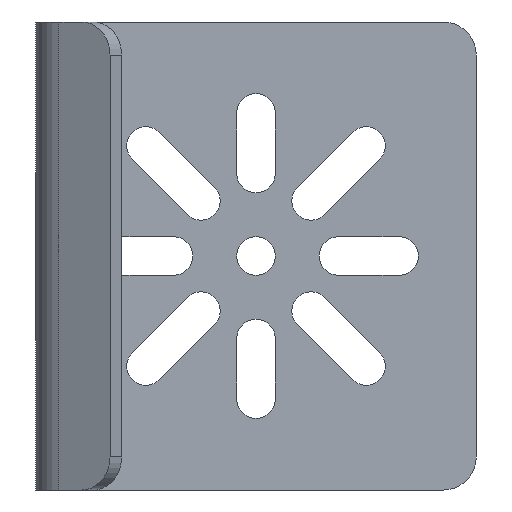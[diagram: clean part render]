
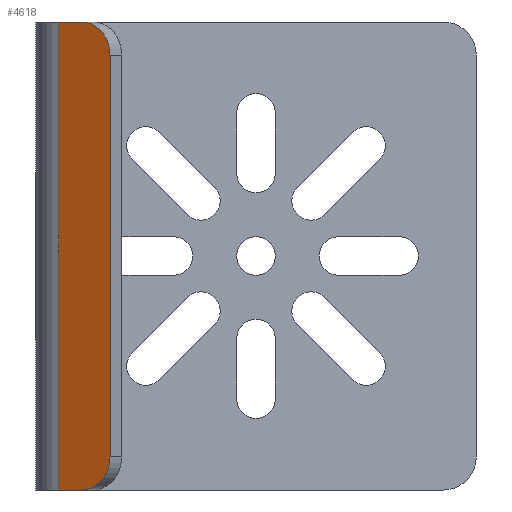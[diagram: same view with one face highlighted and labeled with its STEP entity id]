
A CAD part, left-side view. The second image highlights one B-rep face of the part: STEP entity #4618.
In plain terms, the highlighted planar face has unit normal (-0.866, 0.5, 0).
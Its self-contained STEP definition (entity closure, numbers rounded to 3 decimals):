
#1257=CARTESIAN_POINT('',(-115.637,31.708,36.5));
#1258=DIRECTION('',(-0.866,0.5,0.));
#1259=DIRECTION('',(-0.5,-0.866,0.));
#1260=AXIS2_PLACEMENT_3D('',#1257,#1258,#1259);
#1262=CARTESIAN_POINT('',(-115.637,31.708,-36.5));
#1263=DIRECTION('',(-0.866,0.5,0.));
#1264=DIRECTION('',(0.,0.,-1.));
#1265=AXIS2_PLACEMENT_3D('',#1262,#1263,#1264);
#1267=DIRECTION('',(0.,0.,-1.));
#1268=VECTOR('',#1267,85.);
#1269=CARTESIAN_POINT('',(-113.275,35.8,42.5));
#1270=LINE('',#1269,#1268);
#1283=DIRECTION('',(0.,0.,-1.));
#1284=VECTOR('',#1283,73.);
#1285=CARTESIAN_POINT('',(-118.637,26.512,36.5));
#1286=LINE('',#1285,#1284);
#1295=DIRECTION('',(-0.5,-0.866,0.));
#1296=VECTOR('',#1295,4.725);
#1297=CARTESIAN_POINT('',(-113.275,35.8,-42.5));
#1298=LINE('',#1297,#1296);
#1303=DIRECTION('',(-0.5,-0.866,0.));
#1304=VECTOR('',#1303,4.725);
#1305=CARTESIAN_POINT('',(-113.275,35.8,42.5));
#1306=LINE('',#1305,#1304);
#3303=CARTESIAN_POINT('',(-113.275,35.8,42.5));
#3304=VERTEX_POINT('',#3303);
#3305=CARTESIAN_POINT('',(-113.275,35.8,-42.5));
#3306=VERTEX_POINT('',#3305);
#3311=CARTESIAN_POINT('',(-118.637,26.512,36.5));
#3312=CARTESIAN_POINT('',(-115.637,31.708,42.5));
#3313=VERTEX_POINT('',#3311);
#3314=VERTEX_POINT('',#3312);
#3319=CARTESIAN_POINT('',(-115.637,31.708,-42.5));
#3320=CARTESIAN_POINT('',(-118.637,26.512,-36.5));
#3321=VERTEX_POINT('',#3319);
#3322=VERTEX_POINT('',#3320);
#4601=CARTESIAN_POINT('',(-113.275,35.8,42.5));
#4602=DIRECTION('',(0.866,-0.5,0.));
#4603=DIRECTION('',(-0.5,-0.866,0.));
#4604=AXIS2_PLACEMENT_3D('',#4601,#4602,#4603);
#4605=PLANE('',#4604);
#4606=ORIENTED_EDGE('',*,*,#4591,.F.);
#4608=ORIENTED_EDGE('',*,*,#4607,.T.);
#4610=ORIENTED_EDGE('',*,*,#4609,.F.);
#4612=ORIENTED_EDGE('',*,*,#4611,.F.);
#4613=ORIENTED_EDGE('',*,*,#4132,.F.);
#4615=ORIENTED_EDGE('',*,*,#4614,.T.);
#4616=EDGE_LOOP('',(#4606,#4608,#4610,#4612,#4613,#4615));
#4617=FACE_OUTER_BOUND('',#4616,.F.);
#4618=ADVANCED_FACE('',(#4617),#4605,.F.);
#1261=CIRCLE('',#1260,6.);
#1266=CIRCLE('',#1265,6.);
#4132=EDGE_CURVE('',#3304,#3306,#1270,.T.);
#4591=EDGE_CURVE('',#3313,#3314,#1261,.T.);
#4607=EDGE_CURVE('',#3313,#3322,#1286,.T.);
#4609=EDGE_CURVE('',#3321,#3322,#1266,.T.);
#4611=EDGE_CURVE('',#3306,#3321,#1298,.T.);
#4614=EDGE_CURVE('',#3304,#3314,#1306,.T.);
